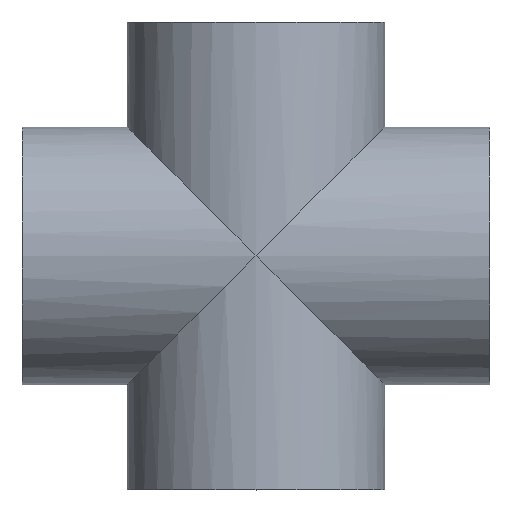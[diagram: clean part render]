
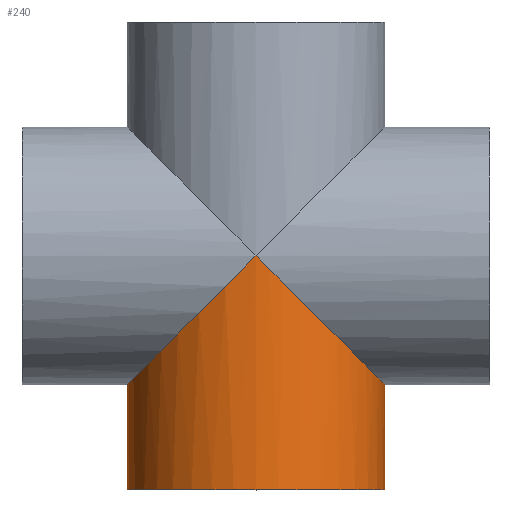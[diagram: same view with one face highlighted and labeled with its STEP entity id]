
A CAD part, top view. The second image highlights one B-rep face of the part: STEP entity #240.
In plain terms, the highlighted cylindrical face has radius 32 mm (diameter 64 mm), a full revolution.
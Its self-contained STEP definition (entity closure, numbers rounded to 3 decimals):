
#33=FACE_BOUND($,#92,.T.);
#50=ELLIPSE($,#269,45.255,32.);
#52=ELLIPSE($,#272,45.255,32.);
#63=FACE_OUTER_BOUND($,#91,.T.);
#91=EDGE_LOOP($,(#197));
#92=EDGE_LOOP($,(#198,#199));
#123=CIRCLE($,#286,32.);
#133=VERTEX_POINT($,#411);
#134=VERTEX_POINT($,#412);
#143=VERTEX_POINT($,#439);
#156=EDGE_CURVE($,#134,#133,#50,.T.);
#158=EDGE_CURVE($,#133,#134,#52,.T.);
#167=EDGE_CURVE($,#143,#143,#123,.T.);
#197=ORIENTED_EDGE($,*,*,#167,.F.);
#198=ORIENTED_EDGE($,*,*,#156,.T.);
#199=ORIENTED_EDGE($,*,*,#158,.T.);
#227=CYLINDRICAL_SURFACE($,#285,32.);
#240=ADVANCED_FACE($,(#63,#33),#227,.T.);
#269=AXIS2_PLACEMENT_3D($,#414,#332,#333);
#272=AXIS2_PLACEMENT_3D($,#417,#338,#339);
#285=AXIS2_PLACEMENT_3D($,#438,#364,#365);
#286=AXIS2_PLACEMENT_3D($,#440,#366,#367);
#332=DIRECTION('center_axis',(0.707,-0.707,0.));
#333=DIRECTION('ref_axis',(-0.707,-0.707,0.));
#338=DIRECTION('center_axis',(-0.707,-0.707,0.));
#339=DIRECTION('ref_axis',(0.707,-0.707,0.));
#364=DIRECTION('center_axis',(0.,1.,0.));
#365=DIRECTION('ref_axis',(1.,0.,0.));
#366=DIRECTION('center_axis',(0.,-1.,0.));
#367=DIRECTION('ref_axis',(1.,0.,0.));
#411=CARTESIAN_POINT('',(58.,532.672,-76.592));
#412=CARTESIAN_POINT('',(58.,532.672,-12.592));
#414=CARTESIAN_POINT('Origin',(58.,532.672,-44.592));
#417=CARTESIAN_POINT('Origin',(58.,532.672,-44.592));
#438=CARTESIAN_POINT('Origin',(58.,474.672,-44.592));
#439=CARTESIAN_POINT('',(26.,474.672,-44.592));
#440=CARTESIAN_POINT('Origin',(58.,474.672,-44.592));
